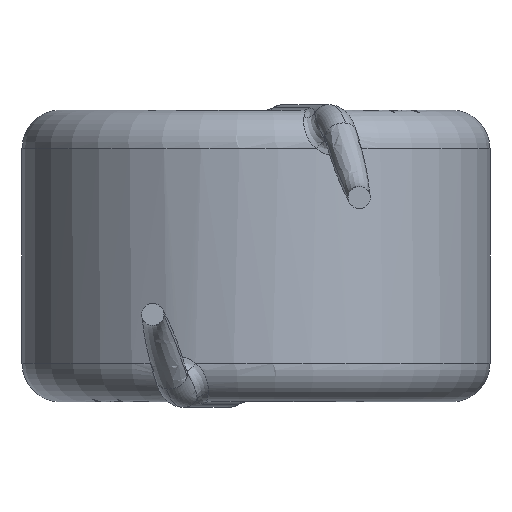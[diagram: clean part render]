
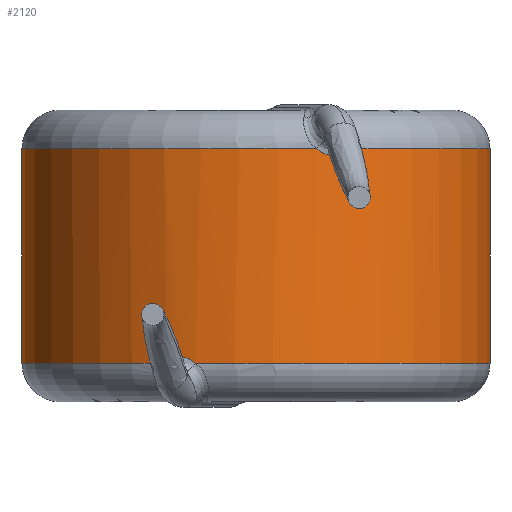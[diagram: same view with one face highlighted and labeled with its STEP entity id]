
A CAD part, front view. The second image highlights one B-rep face of the part: STEP entity #2120.
In plain terms, the highlighted cylindrical face has radius 8.5 mm (diameter 17 mm), a partial arc.
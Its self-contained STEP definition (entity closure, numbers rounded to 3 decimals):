
#57 = ORIENTED_EDGE ( 'NONE', *, *, #662, .T. ) ;
#72 = CARTESIAN_POINT ( 'NONE',  ( -2.358, 5.333, -3.777 ) ) ;
#78 = B_SPLINE_CURVE_WITH_KNOTS ( 'NONE', 3,
 ( #1864, #1372, #2053, #1884, #861, #1038, #842, #1875 ),
 .UNSPECIFIED., .F., .F.,
 ( 4, 2, 2, 4 ),
 ( 0., 0.001, 0.001, 0.001 ),
 .UNSPECIFIED. ) ;
#117 = DIRECTION ( 'NONE',  ( -1., 0., 0. ) ) ;
#151 = LINE ( 'NONE', #2008, #1675 ) ;
#210 = VERTEX_POINT ( 'NONE', #1813 ) ;
#232 = ORIENTED_EDGE ( 'NONE', *, *, #1104, .T. ) ;
#233 = CARTESIAN_POINT ( 'NONE',  ( -2.203, 5.29, -3.9 ) ) ;
#267 = EDGE_CURVE ( 'NONE', #1618, #1112, #1319, .T. ) ;
#292 = DIRECTION ( 'NONE',  ( 0., 0., -1. ) ) ;
#354 = FACE_OUTER_BOUND ( 'NONE', #1925, .T. ) ;
#355 = AXIS2_PLACEMENT_3D ( 'NONE', #2046, #1545, #1187 ) ;
#371 = CARTESIAN_POINT ( 'NONE',  ( -2.203, 5.29, -3.9 ) ) ;
#405 = CARTESIAN_POINT ( 'NONE',  ( -2.538, 5.387, -3.7 ) ) ;
#426 = CARTESIAN_POINT ( 'NONE',  ( -2.276, 5.31, -3.832 ) ) ;
#486 = B_SPLINE_CURVE_WITH_KNOTS ( 'NONE', 3,
 ( #2113, #1421, #2100, #1094, #405, #72, #426, #233 ),
 .UNSPECIFIED., .F., .F.,
 ( 4, 2, 2, 4 ),
 ( 0., 0.001, 0.001, 0.001 ),
 .UNSPECIFIED. ) ;
#525 = VERTEX_POINT ( 'NONE', #2021 ) ;
#551 = EDGE_CURVE ( 'NONE', #1255, #1452, #78, .T. ) ;
#662 = EDGE_CURVE ( 'NONE', #1694, #1120, #788, .T. ) ;
#677 = CARTESIAN_POINT ( 'NONE',  ( -3.247, 5.645, -3.9 ) ) ;
#749 = VECTOR ( 'NONE', #292, 1000. ) ;
#788 = CIRCLE ( 'NONE', #2105, 8.5 ) ;
#791 = DIRECTION ( 'NONE',  ( 0., 0., 1. ) ) ;
#836 = ORIENTED_EDGE ( 'NONE', *, *, #1964, .T. ) ;
#842 = CARTESIAN_POINT ( 'NONE',  ( 2.276, 5.31, 3.832 ) ) ;
#861 = CARTESIAN_POINT ( 'NONE',  ( 2.538, 5.387, 3.7 ) ) ;
#903 = ORIENTED_EDGE ( 'NONE', *, *, #1581, .T. ) ;
#927 = DIRECTION ( 'NONE',  ( 1., 0., 0. ) ) ;
#996 = EDGE_CURVE ( 'NONE', #525, #1120, #151, .T. ) ;
#1038 = CARTESIAN_POINT ( 'NONE',  ( 2.358, 5.333, 3.777 ) ) ;
#1094 = CARTESIAN_POINT ( 'NONE',  ( -2.632, 5.417, -3.68 ) ) ;
#1104 = EDGE_CURVE ( 'NONE', #525, #1255, #1604, .T. ) ;
#1112 = VERTEX_POINT ( 'NONE', #677 ) ;
#1120 = VERTEX_POINT ( 'NONE', #1622 ) ;
#1138 = AXIS2_PLACEMENT_3D ( 'NONE', #1773, #791, #117 ) ;
#1178 = DIRECTION ( 'NONE',  ( 0., 0., -1. ) ) ;
#1187 = DIRECTION ( 'NONE',  ( -1., 0., 0. ) ) ;
#1249 = CIRCLE ( 'NONE', #1540, 8.5 ) ;
#1253 = ORIENTED_EDGE ( 'NONE', *, *, #267, .T. ) ;
#1254 = DIRECTION ( 'NONE',  ( 0., 0., -1. ) ) ;
#1255 = VERTEX_POINT ( 'NONE', #1590 ) ;
#1271 = CARTESIAN_POINT ( 'NONE',  ( 0., 13.5, 3.9 ) ) ;
#1319 = CIRCLE ( 'NONE', #1138, 8.5 ) ;
#1327 = AXIS2_PLACEMENT_3D ( 'NONE', #1886, #1384, #2200 ) ;
#1367 = CYLINDRICAL_SURFACE ( 'NONE', #355, 8.5 ) ;
#1372 = CARTESIAN_POINT ( 'NONE',  ( 3.102, 5.585, 3.77 ) ) ;
#1384 = DIRECTION ( 'NONE',  ( 0., 0., -1. ) ) ;
#1404 = DIRECTION ( 'NONE',  ( 0., 0., 1. ) ) ;
#1421 = CARTESIAN_POINT ( 'NONE',  ( -3.102, 5.585, -3.77 ) ) ;
#1452 = VERTEX_POINT ( 'NONE', #1787 ) ;
#1466 = ORIENTED_EDGE ( 'NONE', *, *, #996, .F. ) ;
#1500 = CARTESIAN_POINT ( 'NONE',  ( -8.5, 13.5, -3.9 ) ) ;
#1510 = ORIENTED_EDGE ( 'NONE', *, *, #551, .T. ) ;
#1540 = AXIS2_PLACEMENT_3D ( 'NONE', #1271, #1254, #927 ) ;
#1545 = DIRECTION ( 'NONE',  ( 0., 0., -1. ) ) ;
#1581 = EDGE_CURVE ( 'NONE', #1452, #210, #1249, .T. ) ;
#1582 = CARTESIAN_POINT ( 'NONE',  ( 0., 13.5, -3.9 ) ) ;
#1590 = CARTESIAN_POINT ( 'NONE',  ( 3.247, 5.645, 3.9 ) ) ;
#1602 = EDGE_CURVE ( 'NONE', #1112, #1694, #486, .T. ) ;
#1604 = CIRCLE ( 'NONE', #1327, 8.5 ) ;
#1618 = VERTEX_POINT ( 'NONE', #1500 ) ;
#1622 = CARTESIAN_POINT ( 'NONE',  ( 8.5, 13.5, -3.9 ) ) ;
#1675 = VECTOR ( 'NONE', #1178, 1000. ) ;
#1694 = VERTEX_POINT ( 'NONE', #371 ) ;
#1773 = CARTESIAN_POINT ( 'NONE',  ( 0., 13.5, -3.9 ) ) ;
#1787 = CARTESIAN_POINT ( 'NONE',  ( 2.203, 5.29, 3.9 ) ) ;
#1810 = ORIENTED_EDGE ( 'NONE', *, *, #1602, .T. ) ;
#1813 = CARTESIAN_POINT ( 'NONE',  ( -8.5, 13.5, 3.9 ) ) ;
#1864 = CARTESIAN_POINT ( 'NONE',  ( 3.247, 5.645, 3.9 ) ) ;
#1875 = CARTESIAN_POINT ( 'NONE',  ( 2.203, 5.29, 3.9 ) ) ;
#1884 = CARTESIAN_POINT ( 'NONE',  ( 2.632, 5.417, 3.68 ) ) ;
#1886 = CARTESIAN_POINT ( 'NONE',  ( 0., 13.5, 3.9 ) ) ;
#1925 = EDGE_LOOP ( 'NONE', ( #1466, #232, #1510, #903, #836, #1253, #1810, #57 ) ) ;
#1964 = EDGE_CURVE ( 'NONE', #210, #1618, #2192, .T. ) ;
#1978 = CARTESIAN_POINT ( 'NONE',  ( -8.5, 13.5, 5.3 ) ) ;
#2008 = CARTESIAN_POINT ( 'NONE',  ( 8.5, 13.5, 5.3 ) ) ;
#2021 = CARTESIAN_POINT ( 'NONE',  ( 8.5, 13.5, 3.9 ) ) ;
#2046 = CARTESIAN_POINT ( 'NONE',  ( 0., 13.5, 5.3 ) ) ;
#2053 = CARTESIAN_POINT ( 'NONE',  ( 2.921, 5.515, 3.683 ) ) ;
#2093 = DIRECTION ( 'NONE',  ( -1., 0., 0. ) ) ;
#2100 = CARTESIAN_POINT ( 'NONE',  ( -2.921, 5.515, -3.683 ) ) ;
#2105 = AXIS2_PLACEMENT_3D ( 'NONE', #1582, #1404, #2093 ) ;
#2113 = CARTESIAN_POINT ( 'NONE',  ( -3.247, 5.645, -3.9 ) ) ;
#2120 = ADVANCED_FACE ( 'NONE', ( #354 ), #1367, .T. ) ;
#2192 = LINE ( 'NONE', #1978, #749 ) ;
#2200 = DIRECTION ( 'NONE',  ( 1., 0., 0. ) ) ;
